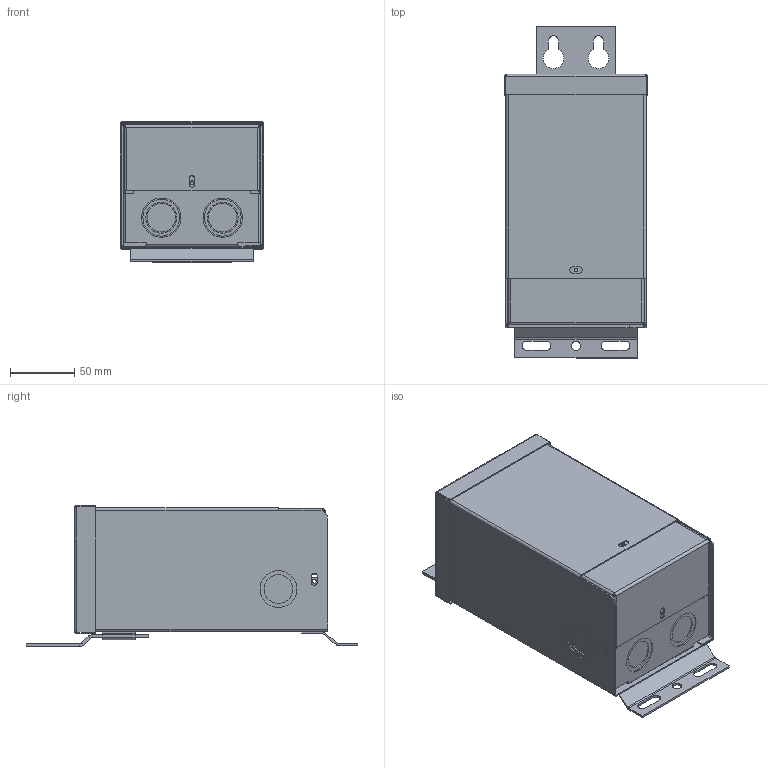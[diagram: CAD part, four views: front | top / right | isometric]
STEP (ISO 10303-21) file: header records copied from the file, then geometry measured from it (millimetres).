
FILE_DESCRIPTION (( 'STEP AP214' ), '1' );
FILE_NAME ('T181051.STEP', '2015-11-17T16:09:21', ( '' ), ( '' ), 'SwSTEP 2.0', 'SolidWorks 2012', '' );
FILE_SCHEMA (( 'AUTOMOTIVE_DESIGN' ));
Length unit declared in the file: inch
Products named in the file (9): T181051; A  2-701651-; A  2-701639-; A  2-701637-; A   -700716-; A  2-701640-; A  1-113451-; A  2-701641-; B   -111577-
Assembly tree (8 placements, depth 3):
  T181051
    A  2-701637-
      A  2-701651-
      A  1-113451-
      A  2-701639-
    A   -700716-
    A  2-701640-
    A  2-701641-
    B   -111577-
Bounding box: 111.32 x 257.42 x 109.35 mm (x, y, z)
Volume: 125738.6 mm3; surface area: 256208.8 mm2
Topology: 7 solids, 7 shells, 513 faces, 1231 edges, 766 vertices
Faces by surface type: plane 320, cylinder 153, cone 20, bspline 20
Entity records: 17181 total; most frequent: CARTESIAN_POINT 4662, DIRECTION 2507, ORIENTED_EDGE 2462, EDGE_CURVE 1231, LINE 885, VECTOR 885, AXIS2_PLACEMENT_3D 811, VERTEX_POINT 766
